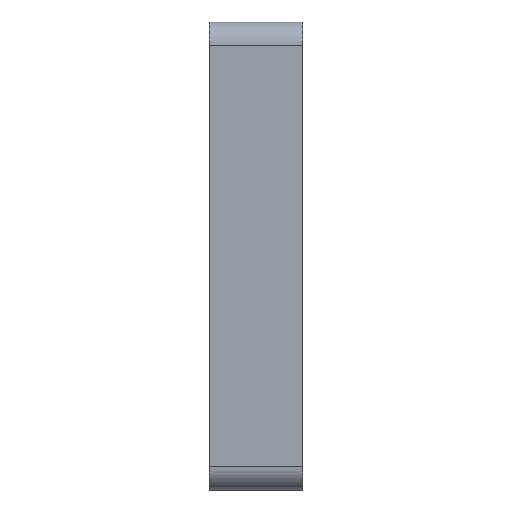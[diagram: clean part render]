
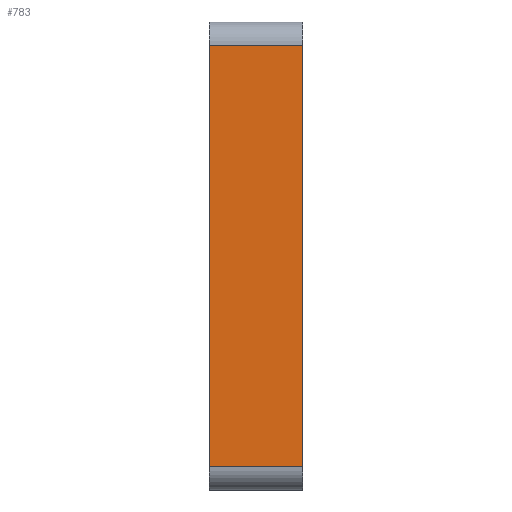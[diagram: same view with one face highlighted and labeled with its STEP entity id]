
A CAD part, left-side view. The second image highlights one B-rep face of the part: STEP entity #783.
In plain terms, the highlighted planar face has unit normal (-1, 0, 0).
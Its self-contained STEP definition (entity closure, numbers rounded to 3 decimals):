
#47 = CARTESIAN_POINT ( 'NONE',  ( -10., 17.65, -9. ) ) ;
#48 = LINE ( 'NONE', #214, #930 ) ;
#86 = LINE ( 'NONE', #747, #97 ) ;
#97 = VECTOR ( 'NONE', #332, 1000. ) ;
#141 = EDGE_LOOP ( 'NONE', ( #1109, #605, #591, #283 ) ) ;
#147 = DIRECTION ( 'NONE',  ( 0., -1., 0. ) ) ;
#214 = CARTESIAN_POINT ( 'NONE',  ( -10., 17.65, -9. ) ) ;
#230 = DIRECTION ( 'NONE',  ( 1., 0., 0. ) ) ;
#254 = DIRECTION ( 'NONE',  ( 0., -1., 0. ) ) ;
#283 = ORIENTED_EDGE ( 'NONE', *, *, #798, .T. ) ;
#329 = CARTESIAN_POINT ( 'NONE',  ( -10., 17.65, -9. ) ) ;
#332 = DIRECTION ( 'NONE',  ( 0., 0., 1. ) ) ;
#338 = DIRECTION ( 'NONE',  ( 0., 0., -1. ) ) ;
#481 = CARTESIAN_POINT ( 'NONE',  ( -10., 17.65, -9. ) ) ;
#494 = CARTESIAN_POINT ( 'NONE',  ( -10., 13.65, -9. ) ) ;
#499 = CARTESIAN_POINT ( 'NONE',  ( -10., 17.65, 9. ) ) ;
#591 = ORIENTED_EDGE ( 'NONE', *, *, #649, .F. ) ;
#605 = ORIENTED_EDGE ( 'NONE', *, *, #675, .F. ) ;
#641 = DIRECTION ( 'NONE',  ( 0., 0., 1. ) ) ;
#649 = EDGE_CURVE ( 'NONE', #896, #1107, #966, .T. ) ;
#663 = CARTESIAN_POINT ( 'NONE',  ( -10., 17.65, 9. ) ) ;
#675 = EDGE_CURVE ( 'NONE', #1107, #1197, #690, .T. ) ;
#690 = LINE ( 'NONE', #663, #851 ) ;
#722 = VECTOR ( 'NONE', #641, 1000. ) ;
#747 = CARTESIAN_POINT ( 'NONE',  ( -10., 13.65, -9. ) ) ;
#783 = ADVANCED_FACE ( 'NONE', ( #1191 ), #946, .F. ) ;
#798 = EDGE_CURVE ( 'NONE', #896, #1208, #48, .T. ) ;
#851 = VECTOR ( 'NONE', #147, 1000. ) ;
#896 = VERTEX_POINT ( 'NONE', #481 ) ;
#930 = VECTOR ( 'NONE', #254, 1000. ) ;
#946 = PLANE ( 'NONE',  #1108 ) ;
#966 = LINE ( 'NONE', #47, #722 ) ;
#978 = CARTESIAN_POINT ( 'NONE',  ( -10., 13.65, 9. ) ) ;
#1107 = VERTEX_POINT ( 'NONE', #499 ) ;
#1108 = AXIS2_PLACEMENT_3D ( 'NONE', #329, #230, #338 ) ;
#1109 = ORIENTED_EDGE ( 'NONE', *, *, #1252, .T. ) ;
#1191 = FACE_OUTER_BOUND ( 'NONE', #141, .T. ) ;
#1197 = VERTEX_POINT ( 'NONE', #978 ) ;
#1208 = VERTEX_POINT ( 'NONE', #494 ) ;
#1252 = EDGE_CURVE ( 'NONE', #1208, #1197, #86, .T. ) ;
